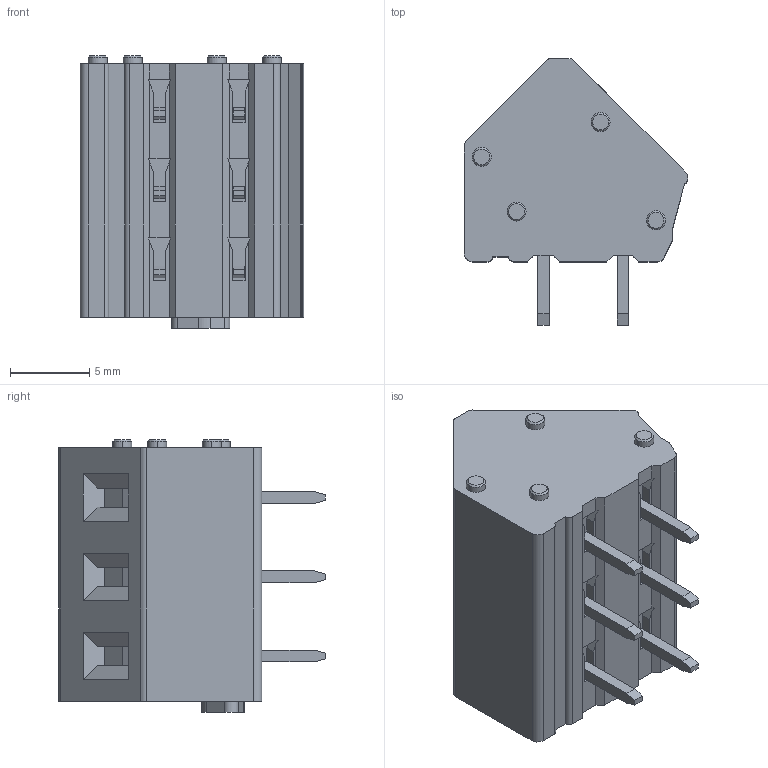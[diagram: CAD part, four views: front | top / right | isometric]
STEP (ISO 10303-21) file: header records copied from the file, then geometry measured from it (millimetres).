
FILE_DESCRIPTION((''),'2;1');
FILE_NAME('WJ245-500-03P','2016-10-08T',('QZY'),(''),'CREO PARAMETRIC BY PTC INC, 2014440','CREO PARAMETRIC BY PTC INC, 2014440','');
FILE_SCHEMA(('CONFIG_CONTROL_DESIGN'));
Length unit declared in the file: millimetre
Products named in the file (1): WJ245-500-03P
Bounding box: 14.1 x 16.8 x 17.2 mm (x, y, z)
Volume: 1862.3 mm3; surface area: 1758.6 mm2
Topology: 1 solids, 1 shells, 352 faces, 943 edges, 611 vertices
Faces by surface type: plane 229, cylinder 96, cone 27
Entity records: 11044 total; most frequent: CARTESIAN_POINT 1909, ORIENTED_EDGE 1880, DIRECTION 1851, EDGE_CURVE 940, VECTOR 727, LINE 727, VERTEX_POINT 611, AXIS2_PLACEMENT_3D 562
